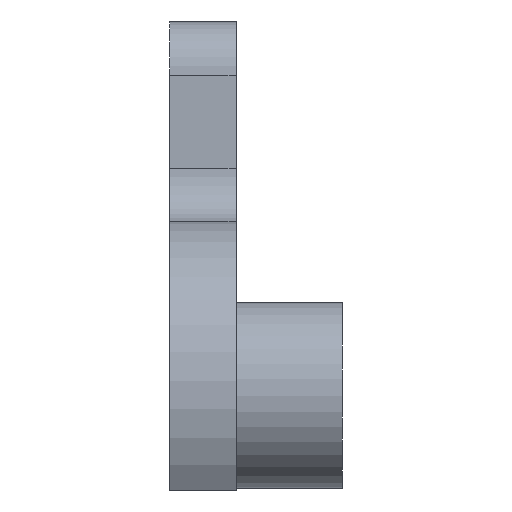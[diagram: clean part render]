
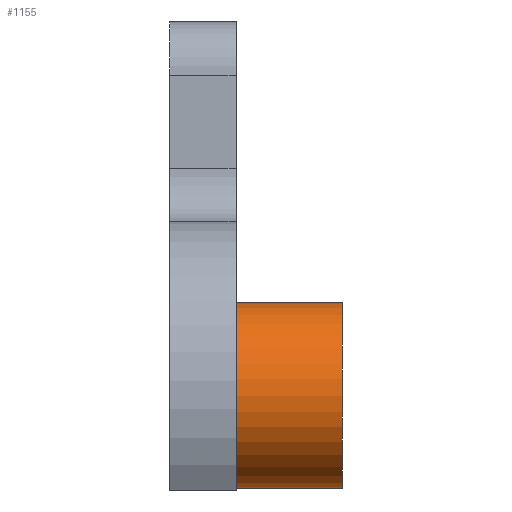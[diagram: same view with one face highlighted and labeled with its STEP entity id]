
A CAD part, left-side view. The second image highlights one B-rep face of the part: STEP entity #1155.
In plain terms, the highlighted cylindrical face has radius 1.75 mm (diameter 3.5 mm), a full revolution.
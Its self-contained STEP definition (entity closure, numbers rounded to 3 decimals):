
#113=FACE_OUTER_BOUND('',#176,.T.);
#176=EDGE_LOOP('',(#1052,#1053,#1054,#1055));
#310=LINE('',#1907,#443);
#443=VECTOR('',#1565,1.95);
#474=CIRCLE('',#1219,1.75);
#482=CIRCLE('',#1242,1.75);
#540=VERTEX_POINT('',#1739);
#590=VERTEX_POINT('',#1871);
#667=EDGE_CURVE('',#540,#540,#474,.T.);
#734=EDGE_CURVE('',#590,#590,#482,.T.);
#750=EDGE_CURVE('',#540,#590,#310,.T.);
#1052=ORIENTED_EDGE('',*,*,#667,.T.);
#1053=ORIENTED_EDGE('',*,*,#750,.T.);
#1054=ORIENTED_EDGE('',*,*,#734,.F.);
#1055=ORIENTED_EDGE('',*,*,#750,.F.);
#1103=CYLINDRICAL_SURFACE('',#1261,1.75);
#1155=ADVANCED_FACE('',(#113),#1103,.T.);
#1219=AXIS2_PLACEMENT_3D('',#1740,#1405,#1406);
#1242=AXIS2_PLACEMENT_3D('',#1872,#1510,#1511);
#1261=AXIS2_PLACEMENT_3D('',#1906,#1563,#1564);
#1405=DIRECTION('center_axis',(0.,-1.,0.));
#1406=DIRECTION('ref_axis',(1.,0.,0.));
#1510=DIRECTION('center_axis',(0.,-1.,0.));
#1511=DIRECTION('ref_axis',(1.,0.,0.));
#1563=DIRECTION('center_axis',(0.,1.,0.));
#1564=DIRECTION('ref_axis',(1.,0.,0.));
#1565=DIRECTION('',(0.,-1.,0.));
#1739=CARTESIAN_POINT('',(-17.43,-0.5,1.955));
#1740=CARTESIAN_POINT('Origin',(-15.68,-0.5,1.955));
#1871=CARTESIAN_POINT('',(-17.43,-2.5,1.955));
#1872=CARTESIAN_POINT('Origin',(-15.68,-2.5,1.955));
#1906=CARTESIAN_POINT('Origin',(-15.68,0.,1.955));
#1907=CARTESIAN_POINT('',(-17.43,0.,1.955));
